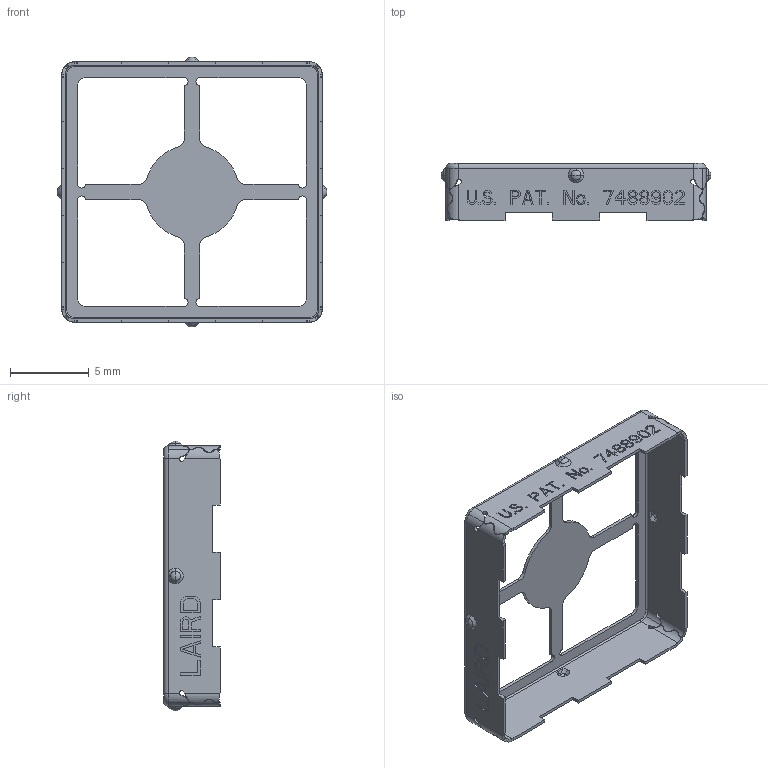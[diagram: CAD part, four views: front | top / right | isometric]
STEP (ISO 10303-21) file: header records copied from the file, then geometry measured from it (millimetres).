
FILE_DESCRIPTION((''),'2;1');
FILE_NAME('BMI-S-202-F','2020-06-25T10:32:28',('Tim.Wrona'),('LAIRD'),'CREO PARAMETRIC BY PTC INC, 2018020','CREO PARAMETRIC BY PTC INC, 2018020','');
FILE_SCHEMA(('AUTOMOTIVE_DESIGN { 1 0 10303 214 1 1 1 1 }'));
Length unit declared in the file: millimetre
Products named in the file (1): BMI-S-202-F
Bounding box: 17.11 x 3.6 x 17.11 mm (x, y, z)
Volume: 60.8 mm3; surface area: 665 mm2
Topology: 1 solids, 1 shells, 1189 faces, 3291 edges, 2146 vertices
Faces by surface type: plane 973, bspline 88, cylinder 88, cone 16, sphere 16, torus 8
Entity records: 51950 total; most frequent: CARTESIAN_POINT 11861, ORIENTED_EDGE 6550, DIRECTION 5482, PRESENTATION_STYLE_ASSIGNMENT 3276, STYLED_ITEM 3276, CURVE_STYLE 3275, EDGE_CURVE 3275, VECTOR 2867
